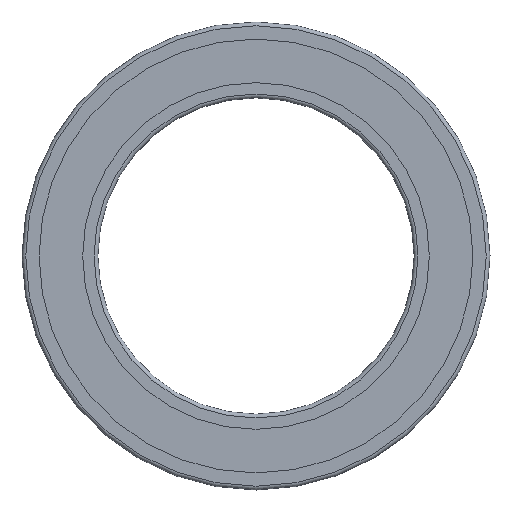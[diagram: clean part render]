
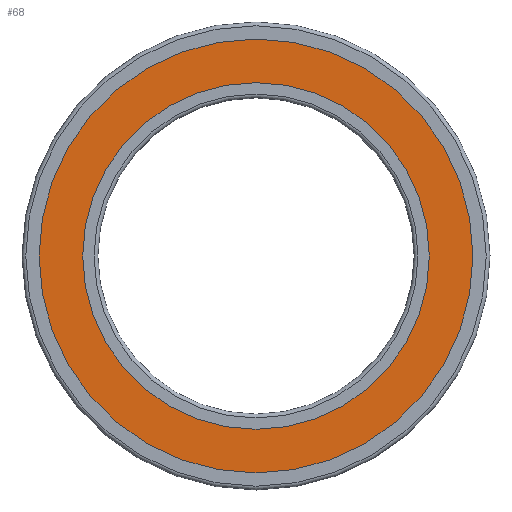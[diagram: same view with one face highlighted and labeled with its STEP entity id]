
A CAD part, left-side view. The second image highlights one B-rep face of the part: STEP entity #68.
In plain terms, the highlighted planar face has unit normal (-1, 0, 0).
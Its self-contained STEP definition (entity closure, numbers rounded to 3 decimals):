
#68=ADVANCED_FACE('',(#105,#106),#74,.T.);
#74=PLANE('',#265);
#105=FACE_BOUND('',#137,.T.);
#106=FACE_BOUND('',#138,.T.);
#137=EDGE_LOOP('',(#169));
#138=EDGE_LOOP('',(#170));
#169=ORIENTED_EDGE('',*,*,#201,.F.);
#170=ORIENTED_EDGE('',*,*,#194,.T.);
#178=VERTEX_POINT('',#358);
#185=VERTEX_POINT('',#378);
#194=EDGE_CURVE('',#178,#178,#210,.T.);
#201=EDGE_CURVE('',#185,#185,#217,.T.);
#210=CIRCLE('',#247,13.7);
#217=CIRCLE('',#260,17.15);
#247=AXIS2_PLACEMENT_3D('',#357,#296,#297);
#260=AXIS2_PLACEMENT_3D('',#377,#322,#323);
#265=AXIS2_PLACEMENT_3D('',#384,#332,#333);
#296=DIRECTION('',(1.,0.,0.));
#297=DIRECTION('',(0.,0.,1.));
#322=DIRECTION('',(1.,0.,0.));
#323=DIRECTION('',(0.,0.,1.));
#332=DIRECTION('',(-1.,0.,0.));
#333=DIRECTION('',(0.,0.,-1.));
#357=CARTESIAN_POINT('',(0.081,0.,0.));
#358=CARTESIAN_POINT('',(0.081,0.,13.7));
#377=CARTESIAN_POINT('',(0.081,0.,0.));
#378=CARTESIAN_POINT('',(0.081,0.,17.15));
#384=CARTESIAN_POINT('',(0.081,-13.7,0.));
